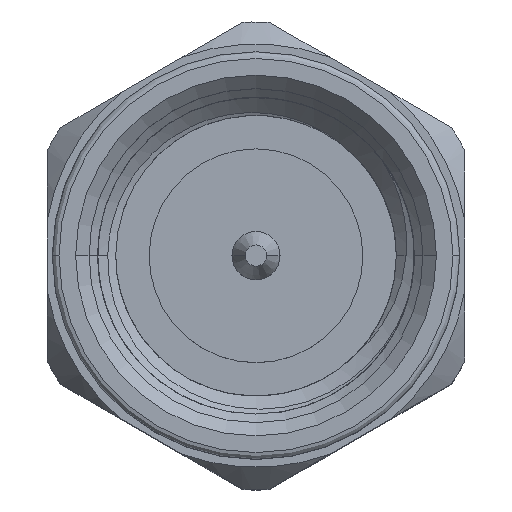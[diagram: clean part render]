
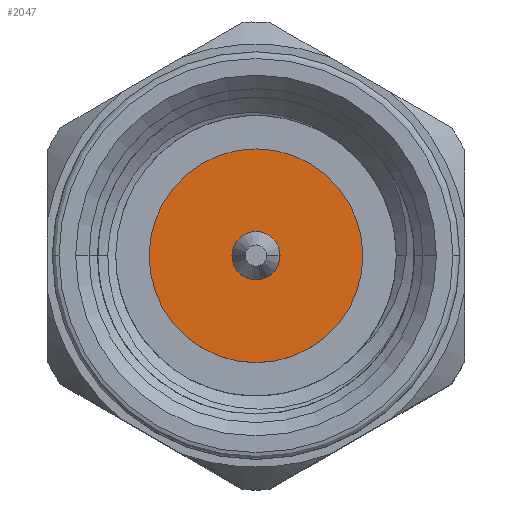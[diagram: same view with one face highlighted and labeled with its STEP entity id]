
A CAD part, top view. The second image highlights one B-rep face of the part: STEP entity #2047.
In plain terms, the highlighted planar face has unit normal (0, 0, 1).
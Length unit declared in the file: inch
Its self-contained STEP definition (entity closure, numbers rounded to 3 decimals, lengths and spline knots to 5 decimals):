
#29 = CARTESIAN_POINT ( 'NONE',  ( 0., 0., 0.217 ) ) ;
#107 = VERTEX_POINT ( 'NONE', #6472 ) ;
#222 = DIRECTION ( 'NONE',  ( 0., 0., 1. ) ) ;
#480 = AXIS2_PLACEMENT_3D ( 'NONE', #29, #2472, #3114 ) ;
#1181 = CARTESIAN_POINT ( 'NONE',  ( 0., 0., 0.217 ) ) ;
#1267 = DIRECTION ( 'NONE',  ( 0., 0., 1. ) ) ;
#1446 = VERTEX_POINT ( 'NONE', #5792 ) ;
#1464 = AXIS2_PLACEMENT_3D ( 'NONE', #6874, #7389, #5680 ) ;
#1536 = VERTEX_POINT ( 'NONE', #4699 ) ;
#1838 = DIRECTION ( 'NONE',  ( 0., 0., 1. ) ) ;
#1963 = CIRCLE ( 'NONE', #6291, 0.08 ) ;
#2047 = ADVANCED_FACE ( 'NONE', ( #5389, #6657 ), #5432, .T. ) ;
#2258 = CARTESIAN_POINT ( 'NONE',  ( -0.08, 0., 0.217 ) ) ;
#2472 = DIRECTION ( 'NONE',  ( 0., 0., 1. ) ) ;
#2585 = EDGE_CURVE ( 'NONE', #1446, #7159, #1963, .T. ) ;
#3114 = DIRECTION ( 'NONE',  ( 1., 0., 0. ) ) ;
#3753 = ORIENTED_EDGE ( 'NONE', *, *, #2585, .T. ) ;
#3954 = EDGE_LOOP ( 'NONE', ( #6804, #3753 ) ) ;
#3992 = ORIENTED_EDGE ( 'NONE', *, *, #4019, .F. ) ;
#4019 = EDGE_CURVE ( 'NONE', #107, #1536, #4936, .T. ) ;
#4461 = CIRCLE ( 'NONE', #6466, 0.018 ) ;
#4589 = DIRECTION ( 'NONE',  ( 1., 0., 0. ) ) ;
#4699 = CARTESIAN_POINT ( 'NONE',  ( 0.018, 0., 0.217 ) ) ;
#4936 = CIRCLE ( 'NONE', #1464, 0.018 ) ;
#5146 = AXIS2_PLACEMENT_3D ( 'NONE', #7803, #1838, #7168 ) ;
#5381 = EDGE_LOOP ( 'NONE', ( #3992, #6213 ) ) ;
#5389 = FACE_BOUND ( 'NONE', #5381, .T. ) ;
#5432 = PLANE ( 'NONE',  #5146 ) ;
#5470 = CIRCLE ( 'NONE', #480, 0.08 ) ;
#5544 = DIRECTION ( 'NONE',  ( 1., 0., 0. ) ) ;
#5680 = DIRECTION ( 'NONE',  ( 1., 0., 0. ) ) ;
#5689 = EDGE_CURVE ( 'NONE', #7159, #1446, #5470, .T. ) ;
#5764 = CARTESIAN_POINT ( 'NONE',  ( 0., 0., 0.217 ) ) ;
#5792 = CARTESIAN_POINT ( 'NONE',  ( 0.08, 0., 0.217 ) ) ;
#6213 = ORIENTED_EDGE ( 'NONE', *, *, #7494, .F. ) ;
#6291 = AXIS2_PLACEMENT_3D ( 'NONE', #5764, #222, #4589 ) ;
#6466 = AXIS2_PLACEMENT_3D ( 'NONE', #1181, #1267, #5544 ) ;
#6472 = CARTESIAN_POINT ( 'NONE',  ( -0.018, 0., 0.217 ) ) ;
#6657 = FACE_OUTER_BOUND ( 'NONE', #3954, .T. ) ;
#6804 = ORIENTED_EDGE ( 'NONE', *, *, #5689, .T. ) ;
#6874 = CARTESIAN_POINT ( 'NONE',  ( 0., 0., 0.217 ) ) ;
#7159 = VERTEX_POINT ( 'NONE', #2258 ) ;
#7168 = DIRECTION ( 'NONE',  ( 1., 0., 0. ) ) ;
#7389 = DIRECTION ( 'NONE',  ( 0., 0., 1. ) ) ;
#7494 = EDGE_CURVE ( 'NONE', #1536, #107, #4461, .T. ) ;
#7803 = CARTESIAN_POINT ( 'NONE',  ( 0., 0., 0.217 ) ) ;
